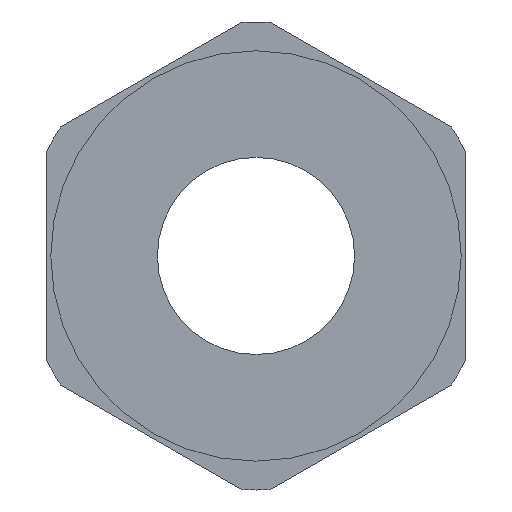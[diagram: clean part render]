
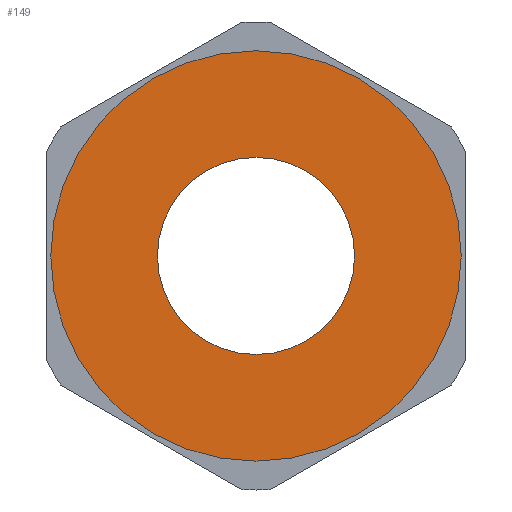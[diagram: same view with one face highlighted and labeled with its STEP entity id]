
A CAD part, left-side view. The second image highlights one B-rep face of the part: STEP entity #149.
In plain terms, the highlighted planar face has unit normal (-1, 0, 0).
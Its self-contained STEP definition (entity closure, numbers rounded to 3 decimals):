
#27 = CARTESIAN_POINT ( 'NONE',  ( 15., 4., 0. ) ) ;
#60 = CARTESIAN_POINT ( 'NONE',  ( 15., 0., 0. ) ) ;
#77 = ORIENTED_EDGE ( 'NONE', *, *, #616, .T. ) ;
#94 = FACE_BOUND ( 'NONE', #596, .T. ) ;
#107 = ORIENTED_EDGE ( 'NONE', *, *, #846, .F. ) ;
#149 = ADVANCED_FACE ( 'NONE', ( #94, #615 ), #758, .T. ) ;
#155 = CARTESIAN_POINT ( 'NONE',  ( 15., 0., 0. ) ) ;
#168 = AXIS2_PLACEMENT_3D ( 'NONE', #214, #675, #543 ) ;
#180 = DIRECTION ( 'NONE',  ( 1., 0., 0. ) ) ;
#193 = CIRCLE ( 'NONE', #436, 8.33 ) ;
#196 = ORIENTED_EDGE ( 'NONE', *, *, #764, .F. ) ;
#214 = CARTESIAN_POINT ( 'NONE',  ( 15., 0., 0. ) ) ;
#247 = AXIS2_PLACEMENT_3D ( 'NONE', #155, #414, #282 ) ;
#272 = VERTEX_POINT ( 'NONE', #365 ) ;
#282 = DIRECTION ( 'NONE',  ( 0., 0., -1. ) ) ;
#293 = VERTEX_POINT ( 'NONE', #709 ) ;
#327 = DIRECTION ( 'NONE',  ( 1., 0., 0. ) ) ;
#362 = DIRECTION ( 'NONE',  ( -1., 0., 0. ) ) ;
#363 = VERTEX_POINT ( 'NONE', #511 ) ;
#365 = CARTESIAN_POINT ( 'NONE',  ( 15., 0., 8.33 ) ) ;
#414 = DIRECTION ( 'NONE',  ( 1., 0., 0. ) ) ;
#436 = AXIS2_PLACEMENT_3D ( 'NONE', #60, #327, #802 ) ;
#441 = CARTESIAN_POINT ( 'NONE',  ( 15., 0., -4. ) ) ;
#461 = CIRCLE ( 'NONE', #247, 4. ) ;
#471 = EDGE_LOOP ( 'NONE', ( #107, #196 ) ) ;
#483 = ORIENTED_EDGE ( 'NONE', *, *, #561, .T. ) ;
#497 = CARTESIAN_POINT ( 'NONE',  ( 15., 0., 0. ) ) ;
#511 = CARTESIAN_POINT ( 'NONE',  ( 15., 0., -8.33 ) ) ;
#543 = DIRECTION ( 'NONE',  ( 0., 0., -1. ) ) ;
#561 = EDGE_CURVE ( 'NONE', #293, #727, #658, .T. ) ;
#596 = EDGE_LOOP ( 'NONE', ( #77, #483 ) ) ;
#606 = CIRCLE ( 'NONE', #777, 8.33 ) ;
#615 = FACE_OUTER_BOUND ( 'NONE', #471, .T. ) ;
#616 = EDGE_CURVE ( 'NONE', #727, #293, #461, .T. ) ;
#623 = AXIS2_PLACEMENT_3D ( 'NONE', #27, #362, #750 ) ;
#658 = CIRCLE ( 'NONE', #168, 4. ) ;
#675 = DIRECTION ( 'NONE',  ( 1., 0., 0. ) ) ;
#709 = CARTESIAN_POINT ( 'NONE',  ( 15., 0., 4. ) ) ;
#727 = VERTEX_POINT ( 'NONE', #441 ) ;
#750 = DIRECTION ( 'NONE',  ( 0., 0., 1. ) ) ;
#758 = PLANE ( 'NONE',  #623 ) ;
#764 = EDGE_CURVE ( 'NONE', #272, #363, #606, .T. ) ;
#777 = AXIS2_PLACEMENT_3D ( 'NONE', #497, #180, #845 ) ;
#802 = DIRECTION ( 'NONE',  ( 0., 0., -1. ) ) ;
#845 = DIRECTION ( 'NONE',  ( 0., 0., -1. ) ) ;
#846 = EDGE_CURVE ( 'NONE', #363, #272, #193, .T. ) ;
